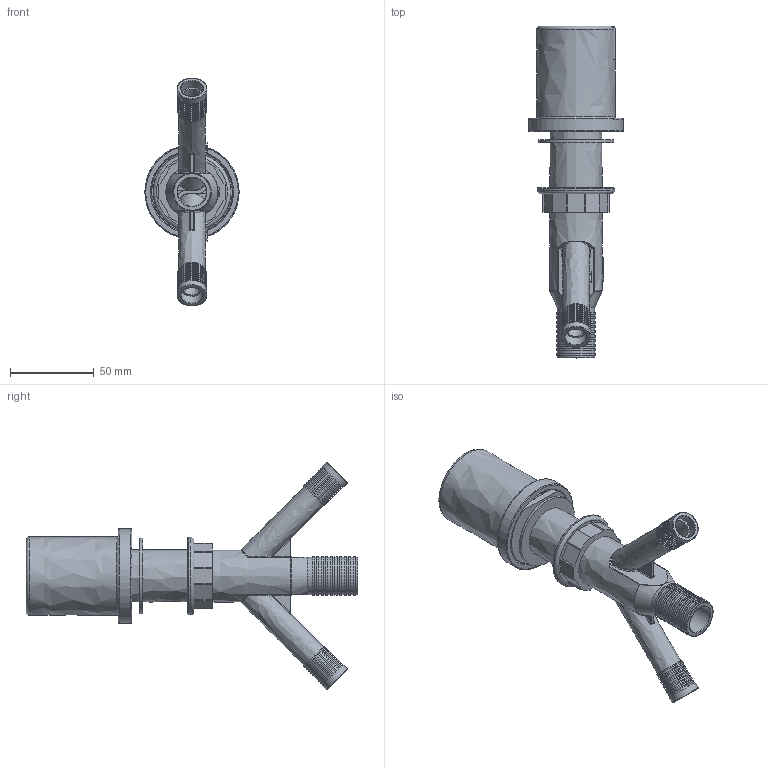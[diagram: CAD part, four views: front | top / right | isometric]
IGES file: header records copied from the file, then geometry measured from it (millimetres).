
Global section: file name: V7202-A; native system: Autodesk Inventor 2024; preprocessor: unknown; author: adaniels; date: 20240628.113828; units: millimetre
Bounding box: 56.2 x 198.1 x 135.98 mm (x, y, z)
Volume: 125798.8 mm3; surface area: 104714.8 mm2
Topology: 8 solids, 8 shells, 490 faces, 1286 edges, 875 vertices
Faces by surface type: bspline 490
